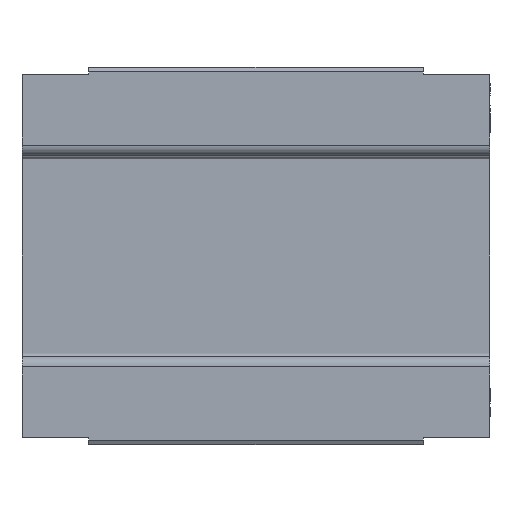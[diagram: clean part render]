
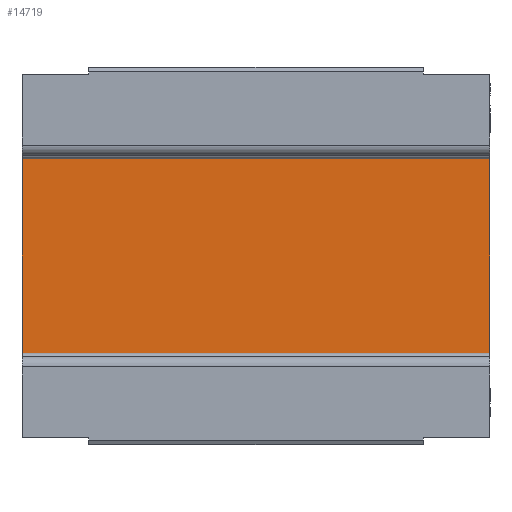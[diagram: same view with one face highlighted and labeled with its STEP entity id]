
A CAD part, front view. The second image highlights one B-rep face of the part: STEP entity #14719.
In plain terms, the highlighted planar face has unit normal (0, -1, 0).
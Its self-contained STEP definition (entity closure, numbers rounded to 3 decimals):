
#153 = CARTESIAN_POINT ( 'NONE',  ( -60.55, 4., 4.8 ) ) ;
#154 = DIRECTION ( 'NONE',  ( 0., 0., -1. ) ) ;
#159 = VECTOR ( 'NONE', #154, 1000. ) ;
#160 = CARTESIAN_POINT ( 'NONE',  ( -60.55, 4., -5. ) ) ;
#161 = LINE ( 'NONE', #160, #159 ) ;
#1164 = VERTEX_POINT ( 'NONE', #5949 ) ;
#1184 = VERTEX_POINT ( 'NONE', #5987 ) ;
#1231 = EDGE_CURVE ( 'NONE', #1164, #1184, #5960, .T. ) ;
#1532 = EDGE_CURVE ( 'NONE', #1535, #1555, #161, .T. ) ;
#1535 = VERTEX_POINT ( 'NONE', #153 ) ;
#1555 = VERTEX_POINT ( 'NONE', #7560 ) ;
#5949 = CARTESIAN_POINT ( 'NONE',  ( -39.45, 4., -4.8 ) ) ;
#5957 = DIRECTION ( 'NONE',  ( 0., 0., 1. ) ) ;
#5958 = VECTOR ( 'NONE', #5957, 1000. ) ;
#5959 = CARTESIAN_POINT ( 'NONE',  ( -39.45, 4., -5. ) ) ;
#5960 = LINE ( 'NONE', #5959, #5958 ) ;
#5987 = CARTESIAN_POINT ( 'NONE',  ( -39.45, 4., 4.8 ) ) ;
#7560 = CARTESIAN_POINT ( 'NONE',  ( -60.55, 4., -4.8 ) ) ;
#8214 = VECTOR ( 'NONE', #8215, 1000. ) ;
#8215 = DIRECTION ( 'NONE',  ( -1., 0., 0. ) ) ;
#9060 = CARTESIAN_POINT ( 'NONE',  ( -60.55, 4., 4.8 ) ) ;
#9061 = LINE ( 'NONE', #9060, #8214 ) ;
#9494 = DIRECTION ( 'NONE',  ( 0., 0., 1. ) ) ;
#9496 = DIRECTION ( 'NONE',  ( 0., 1., 0. ) ) ;
#9497 = CARTESIAN_POINT ( 'NONE',  ( -42.1, 4., 0. ) ) ;
#9499 = AXIS2_PLACEMENT_3D ( 'NONE', #9497, #9496, #9494 ) ;
#9503 = PLANE ( 'NONE',  #9499 ) ;
#9519 = FACE_OUTER_BOUND ( 'NONE', #14807, .T. ) ;
#14689 = ORIENTED_EDGE ( 'NONE', *, *, #1532, .T. ) ;
#14716 = ORIENTED_EDGE ( 'NONE', *, *, #14717, .T. ) ;
#14717 = EDGE_CURVE ( 'NONE', #1184, #1535, #9061, .T. ) ;
#14719 = ADVANCED_FACE ( 'NONE', ( #9519 ), #9503, .F. ) ;
#14765 = ORIENTED_EDGE ( 'NONE', *, *, #1231, .T. ) ;
#14807 = EDGE_LOOP ( 'NONE', ( #14689, #14809, #14765, #14716 ) ) ;
#14809 = ORIENTED_EDGE ( 'NONE', *, *, #14810, .T. ) ;
#14810 = EDGE_CURVE ( 'NONE', #1555, #1164, #21492, .T. ) ;
#21489 = DIRECTION ( 'NONE',  ( 1., 0., 0. ) ) ;
#21490 = VECTOR ( 'NONE', #21489, 1000. ) ;
#21491 = CARTESIAN_POINT ( 'NONE',  ( -39.45, 4., -4.8 ) ) ;
#21492 = LINE ( 'NONE', #21491, #21490 ) ;
